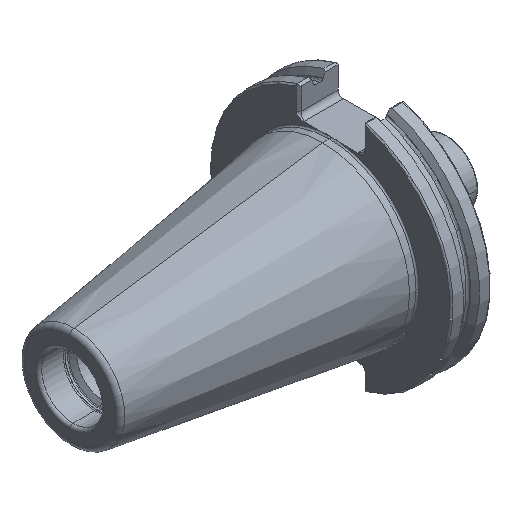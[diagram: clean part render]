
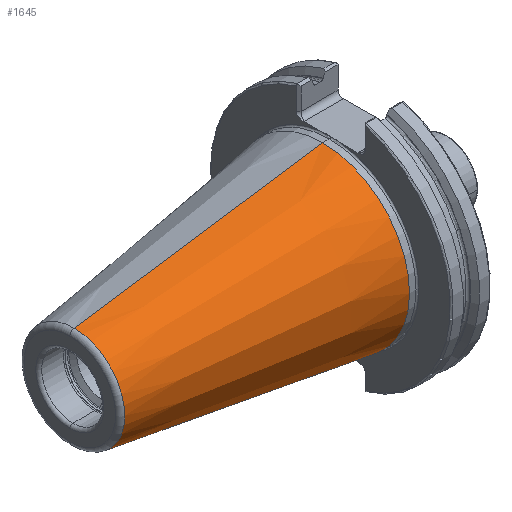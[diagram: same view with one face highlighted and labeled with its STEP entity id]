
A CAD part, isometric view. The second image highlights one B-rep face of the part: STEP entity #1645.
In plain terms, the highlighted conical face has half-angle 8.297 degrees and reference radius 34.925 mm.
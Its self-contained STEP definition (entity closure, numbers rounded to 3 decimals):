
#20 = EDGE_CURVE ( 'NONE', #1620, #501, #2779, .T. ) ;
#192 = AXIS2_PLACEMENT_3D ( 'NONE', #4463, #4486, #3762 ) ;
#501 = VERTEX_POINT ( 'NONE', #928 ) ;
#637 = CARTESIAN_POINT ( 'NONE',  ( -99.889, 0., -20.358 ) ) ;
#750 = CARTESIAN_POINT ( 'NONE',  ( 0., 0., 34.925 ) ) ;
#867 = VERTEX_POINT ( 'NONE', #3003 ) ;
#921 = AXIS2_PLACEMENT_3D ( 'NONE', #2721, #2633, #2617 ) ;
#928 = CARTESIAN_POINT ( 'NONE',  ( 0., 0., -34.925 ) ) ;
#937 = CIRCLE ( 'NONE', #921, 34.925 ) ;
#1375 = CONICAL_SURFACE ( 'NONE', #192, 34.925, 0.145 ) ;
#1499 = CARTESIAN_POINT ( 'NONE',  ( -99.889, 0., 0. ) ) ;
#1620 = VERTEX_POINT ( 'NONE', #637 ) ;
#1645 = ADVANCED_FACE ( 'NONE', ( #1880 ), #1375, .T. ) ;
#1699 = ORIENTED_EDGE ( 'NONE', *, *, #3326, .T. ) ;
#1810 = ORIENTED_EDGE ( 'NONE', *, *, #20, .T. ) ;
#1815 = ORIENTED_EDGE ( 'NONE', *, *, #2565, .F. ) ;
#1828 = DIRECTION ( 'NONE',  ( -1., 0., 0. ) ) ;
#1863 = DIRECTION ( 'NONE',  ( 0., 0., 1. ) ) ;
#1880 = FACE_OUTER_BOUND ( 'NONE', #3540, .T. ) ;
#1888 = DIRECTION ( 'NONE',  ( 0.99, 0., 0.144 ) ) ;
#1915 = VECTOR ( 'NONE', #1888, 1000. ) ;
#2052 = CARTESIAN_POINT ( 'NONE',  ( 0., 0., 34.925 ) ) ;
#2113 = ORIENTED_EDGE ( 'NONE', *, *, #4481, .F. ) ;
#2135 = CARTESIAN_POINT ( 'NONE',  ( 0., 0., -34.925 ) ) ;
#2325 = LINE ( 'NONE', #2052, #1915 ) ;
#2565 = EDGE_CURVE ( 'NONE', #1620, #867, #4407, .T. ) ;
#2617 = DIRECTION ( 'NONE',  ( 0., 0., 1. ) ) ;
#2633 = DIRECTION ( 'NONE',  ( -1., 0., 0. ) ) ;
#2721 = CARTESIAN_POINT ( 'NONE',  ( 0., 0., 0. ) ) ;
#2776 = VECTOR ( 'NONE', #3535, 1000. ) ;
#2779 = LINE ( 'NONE', #2135, #2776 ) ;
#3003 = CARTESIAN_POINT ( 'NONE',  ( -99.889, 0., 20.358 ) ) ;
#3230 = VERTEX_POINT ( 'NONE', #750 ) ;
#3326 = EDGE_CURVE ( 'NONE', #501, #3230, #937, .T. ) ;
#3378 = AXIS2_PLACEMENT_3D ( 'NONE', #1499, #1828, #1863 ) ;
#3535 = DIRECTION ( 'NONE',  ( 0.99, 0., -0.144 ) ) ;
#3540 = EDGE_LOOP ( 'NONE', ( #2113, #1815, #1810, #1699 ) ) ;
#3762 = DIRECTION ( 'NONE',  ( 0., 0., -1. ) ) ;
#4407 = CIRCLE ( 'NONE', #3378, 20.358 ) ;
#4463 = CARTESIAN_POINT ( 'NONE',  ( 0., 0., 0. ) ) ;
#4481 = EDGE_CURVE ( 'NONE', #867, #3230, #2325, .T. ) ;
#4486 = DIRECTION ( 'NONE',  ( 1., 0., 0. ) ) ;
